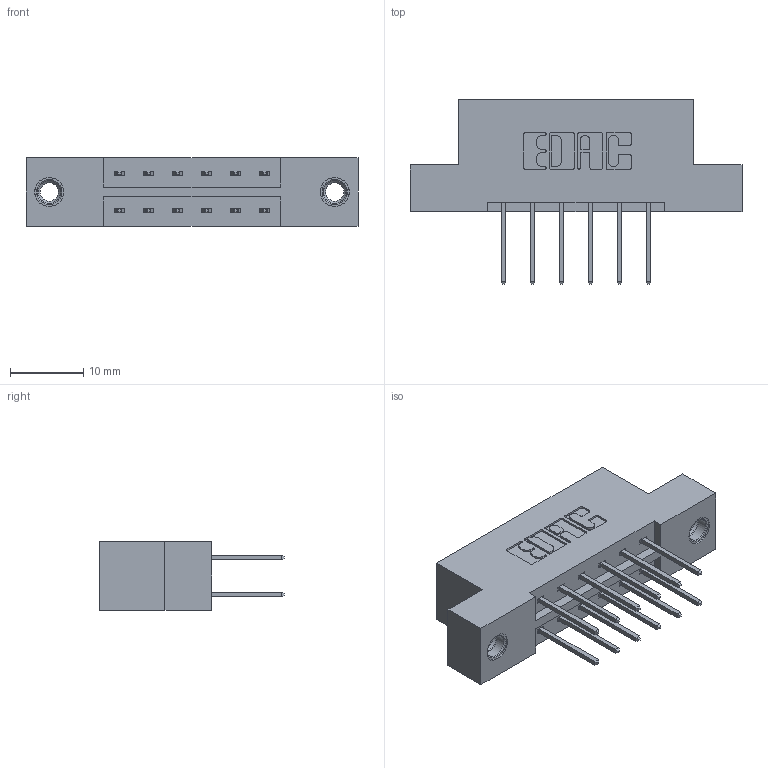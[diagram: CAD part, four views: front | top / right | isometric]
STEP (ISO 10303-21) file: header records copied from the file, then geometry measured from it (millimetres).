
FILE_DESCRIPTION (( 'STEP AP203' ), '1' );
FILE_NAME ('833-012-523-207.STEP', '2020-05-30T21:13:25', ( '' ), ( '' ), 'SwSTEP 2.0', 'SolidWorks 2020', '' );
FILE_SCHEMA (( 'CONFIG_CONTROL_DESIGN' ));
Length unit declared in the file: inch
Products named in the file (4): 345-292-001_345-293-123; 833-012-523-207; 833 Part_Flush - .156 Dia - TI; 345-250-001_345-250-005-103
Assembly tree (15 placements, depth 2):
  833-012-523-207
    833 Part_Flush - .156 Dia - TI
    345-292-001_345-293-123  x12
    345-250-001_345-250-005-103  x2
Bounding box: 45.31 x 25.15 x 9.4 mm (x, y, z)
Volume: 4300.7 mm3; surface area: 4848.2 mm2
Topology: 15 solids, 15 shells, 798 faces, 2307 edges, 1514 vertices
Faces by surface type: plane 534, cylinder 248, cone 12, torus 4
Entity records: 9720 total; most frequent: CARTESIAN_POINT 1637, ORIENTED_EDGE 1566, DIRECTION 1493, EDGE_CURVE 783, VECTOR 635, LINE 635, VERTEX_POINT 516, AXIS2_PLACEMENT_3D 429
